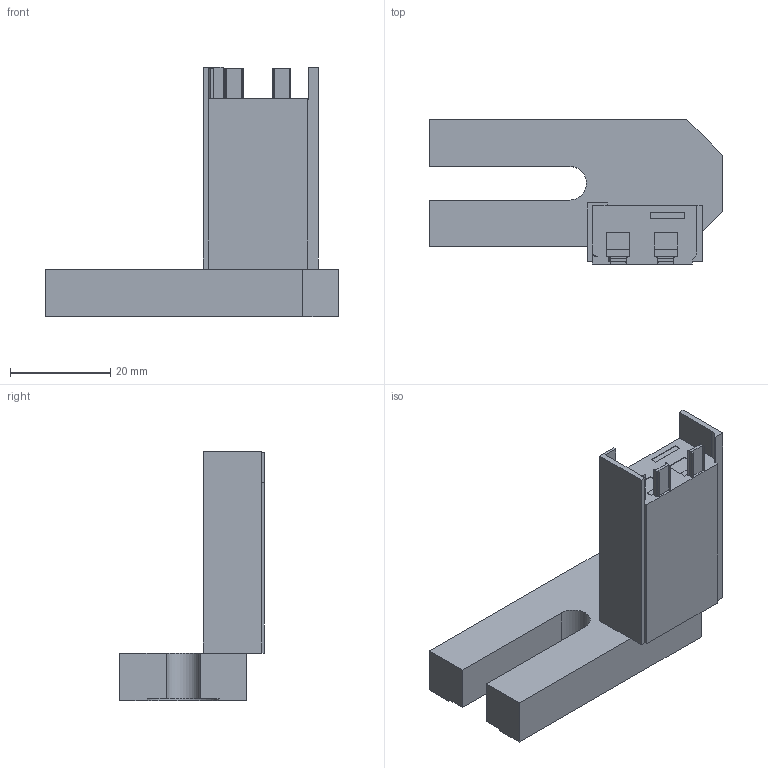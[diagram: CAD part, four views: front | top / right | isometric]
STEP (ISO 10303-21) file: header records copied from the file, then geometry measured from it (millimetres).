
FILE_DESCRIPTION(/* description */ (' '),/* implementation_level */ '2;1');
FILE_NAME(/* name */ 'ceid 4.2.step',/* time_stamp */ '2025-06-17T09:37:44-04:00',/* author */ (''),/* organization */ (''),/* preprocessor_version */ 'ST-DEVELOPER v20.1',/* originating_system */ 'Autodesk Translation Framework v14.10.0.0',/* authorisation */ '');
FILE_SCHEMA (('AUTOMOTIVE_DESIGN { 1 0 10303 214 3 1 1 }'));
Length unit declared in the file: millimetre
Products named in the file (5): MS085xx02FxxxP1A.stp; SSC004; SSC006; Component7; 0079-E0W
Assembly tree (4 placements, depth 2):
  MS085xx02FxxxP1A.stp
    SSC004
    SSC006
    Component7
    0079-E0W
Bounding box: 58.42 x 28.9 x 49.77 mm (x, y, z)
Volume: 20766.3 mm3; surface area: 8549 mm2
Topology: 2 solids, 2 shells, 306 faces, 825 edges, 549 vertices
Faces by surface type: plane 219, bspline 79, cylinder 8
Full cylindrical faces by diameter (mm): 6.731 x1, 10.229 x1, 10.312 x1
Entity records: 12809 total; most frequent: CARTESIAN_POINT 5496, ORIENTED_EDGE 1650, DIRECTION 1155, EDGE_CURVE 825, LINE 651, VECTOR 651, VERTEX_POINT 549, EDGE_LOOP 332
